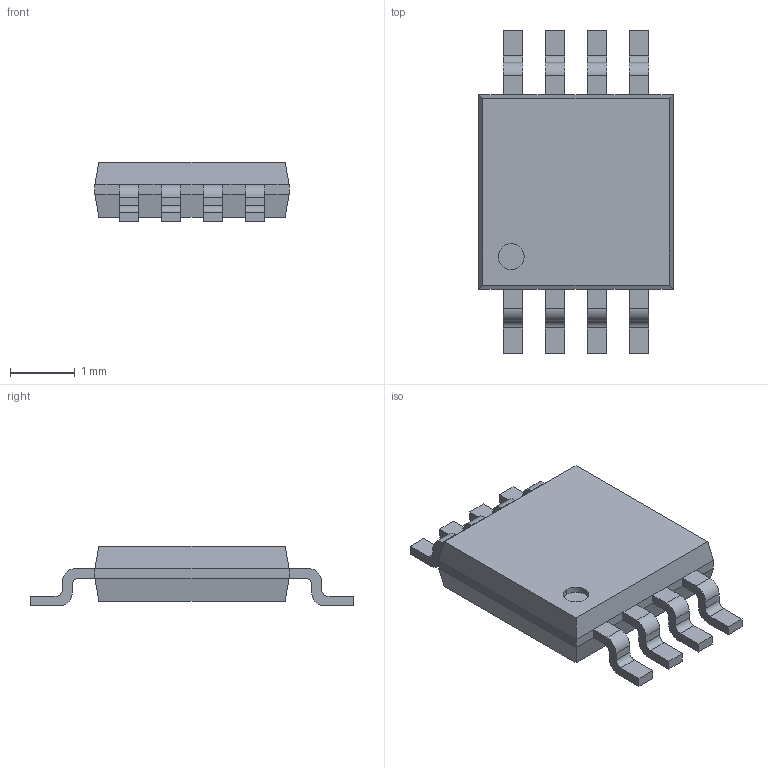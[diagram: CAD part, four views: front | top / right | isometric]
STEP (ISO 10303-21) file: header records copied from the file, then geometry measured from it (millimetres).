
FILE_DESCRIPTION(('FreeCAD Model'),'2;1');
FILE_NAME('User Library-User Library-MSOP-8-1.step', '2017-01-10T14:45:43',('Author'),(''), 'Open CASCADE STEP processor 6.8','FreeCAD','Unknown');
FILE_SCHEMA(('AUTOMOTIVE_DESIGN_CC2 { 1 2 10303 214 -1 1 5 4 }'));
Length unit declared in the file: millimetre
Products named in the file (2): ASSEMBLY; User_Library-User_Library-MSOP-8-1
Assembly tree (1 placements, depth 2):
  ASSEMBLY
    User_Library-User_Library-MSOP-8-1
Bounding box: 3 x 5 x 0.93 mm (x, y, z)
Volume: 7.9 mm3; surface area: 36.3 mm2
Topology: 1 solids, 1 shells, 129 faces, 338 edges, 212 vertices
Faces by surface type: plane 95, cylinder 34
Entity records: 12323 total; most frequent: CARTESIAN_POINT 4825, DIRECTION 1174, LINE 742, VECTOR 742, ORIENTED_EDGE 676, PCURVE 676, DEFINITIONAL_REPRESENTATION 676, EDGE_CURVE 338
